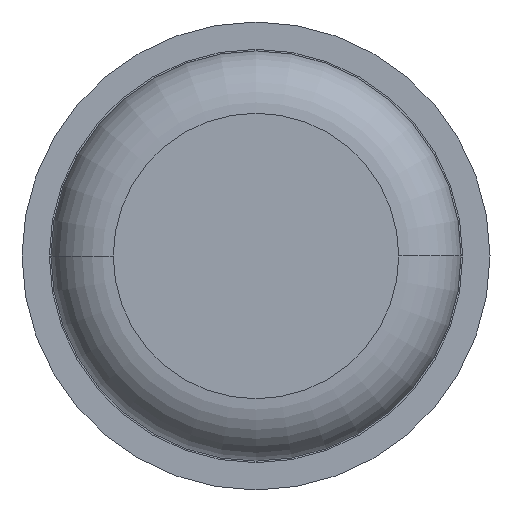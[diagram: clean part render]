
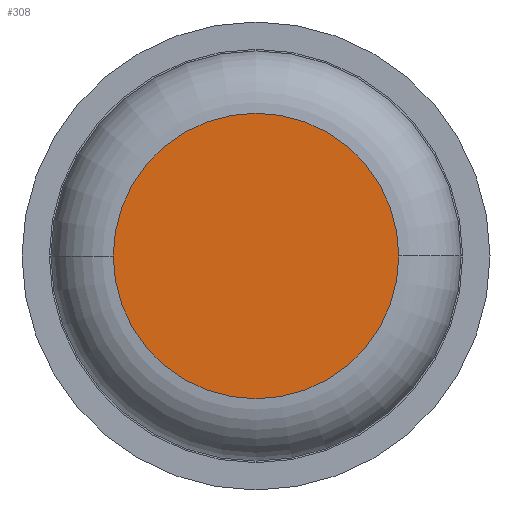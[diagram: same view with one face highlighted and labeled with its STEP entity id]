
A CAD part, front view. The second image highlights one B-rep face of the part: STEP entity #308.
In plain terms, the highlighted planar face has unit normal (0, -1, 0).
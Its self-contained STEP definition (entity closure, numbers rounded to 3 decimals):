
#149 = CARTESIAN_POINT ( 'NONE',  ( 0., 0., 0. ) ) ;
#308 = ADVANCED_FACE ( 'Defeature ausgef�hrt1_6', ( #492 ), #1945, .F. ) ;
#492 = FACE_OUTER_BOUND ( 'NONE', #2958, .T. ) ;
#632 = AXIS2_PLACEMENT_3D ( 'NONE', #2806, #2158, #3117 ) ;
#760 = CIRCLE ( 'NONE', #3260, 0.915 ) ;
#890 = VERTEX_POINT ( 'NONE', #1667 ) ;
#968 = DIRECTION ( 'NONE',  ( 0., -1., 0. ) ) ;
#1004 = VERTEX_POINT ( 'NONE', #2535 ) ;
#1166 = ORIENTED_EDGE ( 'NONE', *, *, #1324, .T. ) ;
#1324 = EDGE_CURVE ( 'Defeature ausgef�hrt1_6+Defeature ausgef�hrt1_7+Defeature ausgef�hrt1_7+Defeature ausgef�hrt1_7', #890, #1004, #760, .T. ) ;
#1352 = EDGE_CURVE ( 'Defeature ausgef�hrt1_6+Defeature ausgef�hrt1_7+Defeature ausgef�hrt1_7+Defeature ausgef�hrt1_7', #1004, #890, #1646, .T. ) ;
#1578 = DIRECTION ( 'NONE',  ( -1., 0., 0. ) ) ;
#1609 = CARTESIAN_POINT ( 'NONE',  ( 0., 0., 0. ) ) ;
#1646 = CIRCLE ( 'NONE', #632, 0.915 ) ;
#1647 = DIRECTION ( 'NONE',  ( -1., 0., 0. ) ) ;
#1667 = CARTESIAN_POINT ( 'NONE',  ( -0.915, 0., 0. ) ) ;
#1945 = PLANE ( 'NONE',  #2992 ) ;
#2158 = DIRECTION ( 'NONE',  ( 0., -1., 0. ) ) ;
#2535 = CARTESIAN_POINT ( 'NONE',  ( 0.915, 0., 0. ) ) ;
#2789 = ORIENTED_EDGE ( 'NONE', *, *, #1352, .T. ) ;
#2806 = CARTESIAN_POINT ( 'NONE',  ( 0., 0., 0. ) ) ;
#2958 = EDGE_LOOP ( 'NONE', ( #1166, #2789 ) ) ;
#2992 = AXIS2_PLACEMENT_3D ( 'NONE', #149, #3451, #1647 ) ;
#3117 = DIRECTION ( 'NONE',  ( -1., 0., 0. ) ) ;
#3260 = AXIS2_PLACEMENT_3D ( 'NONE', #1609, #968, #1578 ) ;
#3451 = DIRECTION ( 'NONE',  ( 0., 1., 0. ) ) ;
